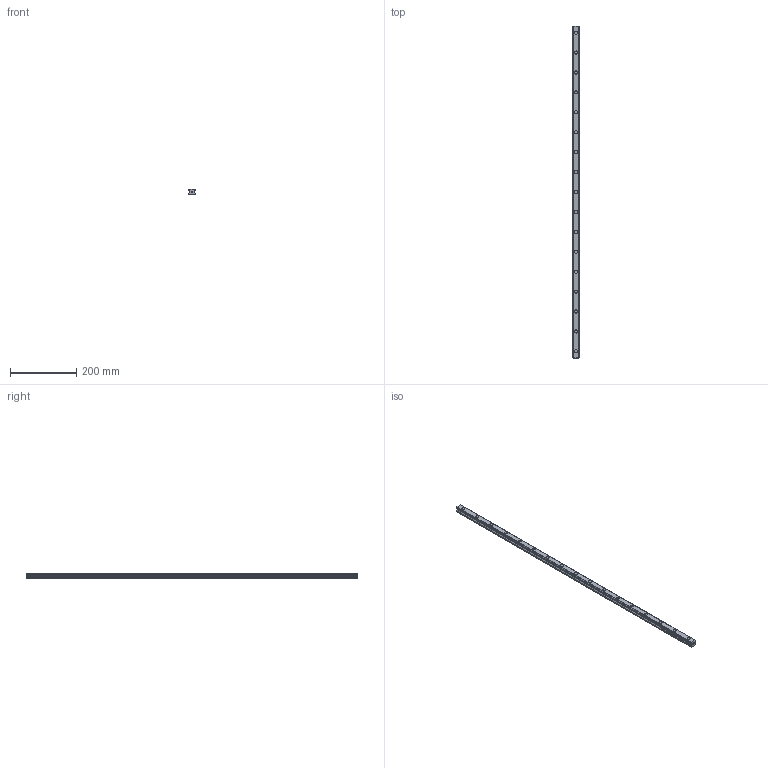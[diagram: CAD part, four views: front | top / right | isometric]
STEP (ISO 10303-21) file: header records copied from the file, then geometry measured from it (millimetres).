
FILE_DESCRIPTION(/* description */ ('Alibre Inc.'),/* implementation_level */ '2;1');
FILE_NAME(/* name */ 'export-263DCB5F-2949-4FB4-B2C6-160BC087069F',/* time_stamp */ '2020-08-14T17:32:28+02:00',/* author */ (''),/* organization */ (''),/* preprocessor_version */ 'ST-DEVELOPER v17',/* originating_system */ 'Alibre',/* authorisation */ '');
FILE_SCHEMA (('AUTOMOTIVE_DESIGN'));
Length unit declared in the file: millimetre
Products named in the file (1): HGR20R1000H_FILE
Bounding box: 20 x 1000 x 17.5 mm (x, y, z)
Volume: 285625.1 mm3; surface area: 85356.1 mm2
Topology: 1 solids, 1 shells, 260 faces, 609 edges, 406 vertices
Faces by surface type: plane 136, cylinder 124
Entity records: 7511 total; most frequent: CARTESIAN_POINT 1275, DIRECTION 1241, ORIENTED_EDGE 1218, EDGE_CURVE 609, AXIS2_PLACEMENT_3D 508, VERTEX_POINT 406, VECTOR 361, LINE 361
